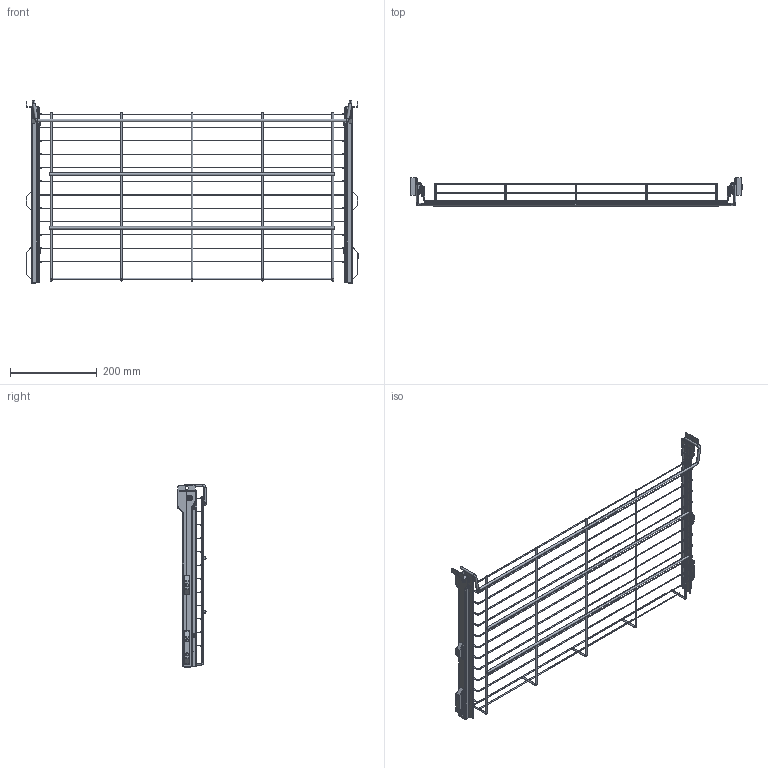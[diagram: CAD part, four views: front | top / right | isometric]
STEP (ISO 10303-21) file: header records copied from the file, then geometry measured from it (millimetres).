
FILE_DESCRIPTION (( 'STEP AP203' ), '1' );
FILE_NAME ('LM 643.STEP', '2023-02-22T13:25:39', ( '' ), ( '' ), 'SwSTEP 2.0', 'SolidWorks 2021', '' );
FILE_SCHEMA (( 'CONFIG_CONTROL_DESIGN' ));
Length unit declared in the file: millimetre
Products named in the file (14): 11116_MirrorDefault; 12440_Default<As Machined>; 11117; 12183_MirrorDefault; 10027; 10027_MirrorDefault; 12184; 12184_MirrorDefault; LM 643; 11117_MirrorDefault; 10026; 12183; 10026_MirrorDefault; 11116
Assembly tree (17 placements, depth 3):
  LM 643
    12440_Default<As Machined>
    12184
      12183
      10026
      10027
    11117
      11116
      10026
      10027
    12184_MirrorDefault
      12183_MirrorDefault
      10026_MirrorDefault
      10027_MirrorDefault
    11117_MirrorDefault
      11116_MirrorDefault
      10026_MirrorDefault
      10027_MirrorDefault
Bounding box: 766.4 x 64.7 x 423.68 mm (x, y, z)
Volume: 245182.5 mm3; surface area: 319165.3 mm2
Topology: 46 solids, 46 shells, 1142 faces, 2710 edges, 1672 vertices
Faces by surface type: cylinder 480, plane 458, torus 172, cone 20, bspline 12
Entity records: 31002 total; most frequent: CARTESIAN_POINT 5708, DIRECTION 5270, ORIENTED_EDGE 4784, EDGE_CURVE 2392, AXIS2_PLACEMENT_3D 2006, VERTEX_POINT 1476, LINE 1258, VECTOR 1258
